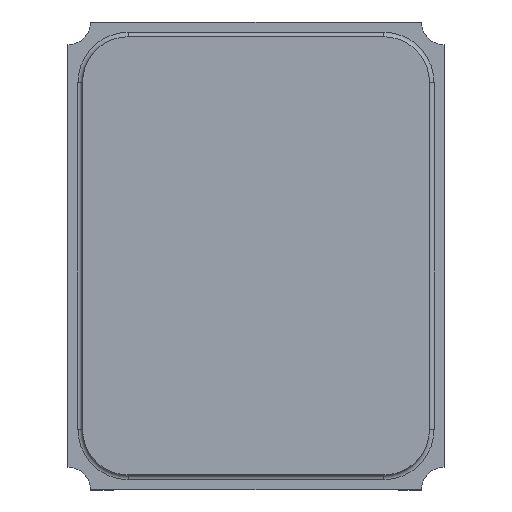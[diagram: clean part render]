
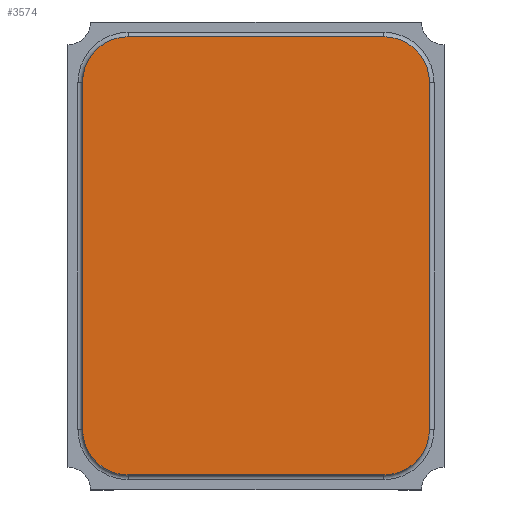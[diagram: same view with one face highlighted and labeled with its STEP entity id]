
A CAD part, top view. The second image highlights one B-rep face of the part: STEP entity #3574.
In plain terms, the highlighted face is planar.
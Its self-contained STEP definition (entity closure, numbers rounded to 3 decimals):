
#3334 = VERTEX_POINT('',#3335);
#3335 = CARTESIAN_POINT('',(-0.96,0.45,-0.56));
#3341 = EDGE_CURVE('',#3342,#3334,#3344,.T.);
#3342 = VERTEX_POINT('',#3343);
#3343 = CARTESIAN_POINT('',(-0.76,0.45,-0.76));
#3344 = CIRCLE('',#3345,0.2);
#3345 = AXIS2_PLACEMENT_3D('',#3346,#3347,#3348);
#3346 = CARTESIAN_POINT('',(-0.76,0.45,-0.56));
#3347 = DIRECTION('',(0.,1.,0.));
#3348 = DIRECTION('',(0.,0.,-1.));
#3373 = VERTEX_POINT('',#3374);
#3374 = CARTESIAN_POINT('',(-0.96,0.45,0.56));
#3380 = EDGE_CURVE('',#3334,#3373,#3381,.T.);
#3381 = LINE('',#3382,#3383);
#3382 = CARTESIAN_POINT('',(-0.96,0.45,0.56));
#3383 = VECTOR('',#3384,1.);
#3384 = DIRECTION('',(-0.,-0.,1.));
#3405 = VERTEX_POINT('',#3406);
#3406 = CARTESIAN_POINT('',(-0.76,0.45,0.76));
#3412 = EDGE_CURVE('',#3373,#3405,#3413,.T.);
#3413 = CIRCLE('',#3414,0.2);
#3414 = AXIS2_PLACEMENT_3D('',#3415,#3416,#3417);
#3415 = CARTESIAN_POINT('',(-0.76,0.45,0.56));
#3416 = DIRECTION('',(0.,1.,0.));
#3417 = DIRECTION('',(0.,-0.,1.));
#3437 = VERTEX_POINT('',#3438);
#3438 = CARTESIAN_POINT('',(0.76,0.45,0.76));
#3444 = EDGE_CURVE('',#3405,#3437,#3445,.T.);
#3445 = LINE('',#3446,#3447);
#3446 = CARTESIAN_POINT('',(0.76,0.45,0.76));
#3447 = VECTOR('',#3448,1.);
#3448 = DIRECTION('',(1.,-0.,0.));
#3469 = VERTEX_POINT('',#3470);
#3470 = CARTESIAN_POINT('',(0.96,0.45,0.56));
#3476 = EDGE_CURVE('',#3437,#3469,#3477,.T.);
#3477 = CIRCLE('',#3478,0.2);
#3478 = AXIS2_PLACEMENT_3D('',#3479,#3480,#3481);
#3479 = CARTESIAN_POINT('',(0.76,0.45,0.56));
#3480 = DIRECTION('',(0.,1.,0.));
#3481 = DIRECTION('',(0.,-0.,1.));
#3501 = VERTEX_POINT('',#3502);
#3502 = CARTESIAN_POINT('',(0.96,0.45,-0.56));
#3508 = EDGE_CURVE('',#3469,#3501,#3509,.T.);
#3509 = LINE('',#3510,#3511);
#3510 = CARTESIAN_POINT('',(0.96,0.45,0.56));
#3511 = VECTOR('',#3512,1.);
#3512 = DIRECTION('',(0.,0.,-1.));
#3533 = VERTEX_POINT('',#3534);
#3534 = CARTESIAN_POINT('',(0.76,0.45,-0.76));
#3540 = EDGE_CURVE('',#3501,#3533,#3541,.T.);
#3541 = CIRCLE('',#3542,0.2);
#3542 = AXIS2_PLACEMENT_3D('',#3543,#3544,#3545);
#3543 = CARTESIAN_POINT('',(0.76,0.45,-0.56));
#3544 = DIRECTION('',(0.,1.,0.));
#3545 = DIRECTION('',(0.,-0.,1.));
#3563 = EDGE_CURVE('',#3533,#3342,#3564,.T.);
#3564 = LINE('',#3565,#3566);
#3565 = CARTESIAN_POINT('',(0.76,0.45,-0.76));
#3566 = VECTOR('',#3567,1.);
#3567 = DIRECTION('',(-1.,0.,0.));
#3574 = ADVANCED_FACE('',(#3575),#3585,.F.);
#3575 = FACE_BOUND('',#3576,.T.);
#3576 = EDGE_LOOP('',(#3577,#3578,#3579,#3580,#3581,#3582,#3583,#3584));
#3577 = ORIENTED_EDGE('',*,*,#3341,.T.);
#3578 = ORIENTED_EDGE('',*,*,#3380,.T.);
#3579 = ORIENTED_EDGE('',*,*,#3412,.T.);
#3580 = ORIENTED_EDGE('',*,*,#3444,.T.);
#3581 = ORIENTED_EDGE('',*,*,#3476,.T.);
#3582 = ORIENTED_EDGE('',*,*,#3508,.T.);
#3583 = ORIENTED_EDGE('',*,*,#3540,.T.);
#3584 = ORIENTED_EDGE('',*,*,#3563,.T.);
#3585 = PLANE('',#3586);
#3586 = AXIS2_PLACEMENT_3D('',#3587,#3588,#3589);
#3587 = CARTESIAN_POINT('',(-0.76,0.45,-0.56));
#3588 = DIRECTION('',(0.,-1.,0.));
#3589 = DIRECTION('',(0.,-0.,-1.));
